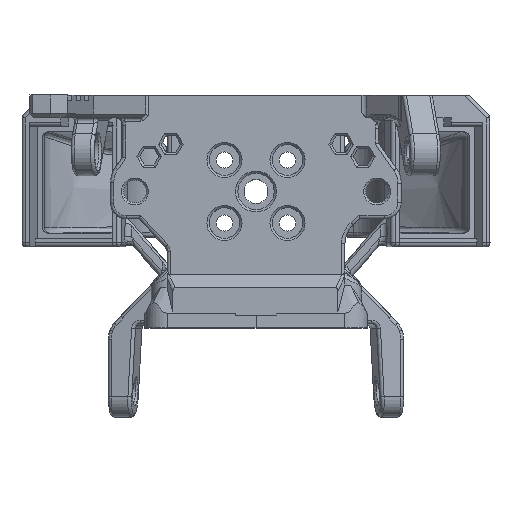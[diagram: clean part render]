
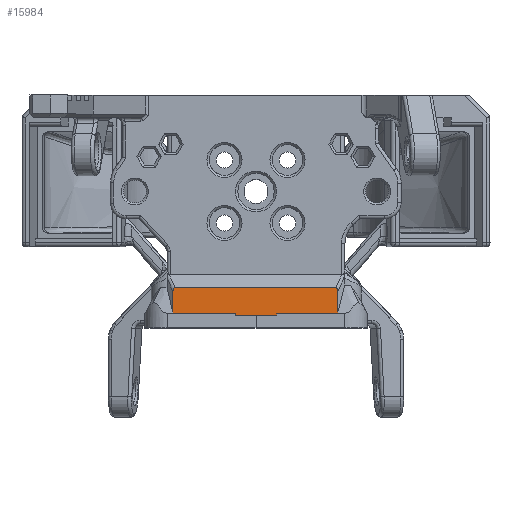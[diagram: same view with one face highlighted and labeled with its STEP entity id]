
A CAD part, top view. The second image highlights one B-rep face of the part: STEP entity #15984.
In plain terms, the highlighted planar face has unit normal (0, 0, 1).
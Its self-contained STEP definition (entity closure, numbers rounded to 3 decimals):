
#182=ELLIPSE('',#17009,1.919,0.746);
#184=ELLIPSE('',#17013,1.92,0.746);
#1071=FACE_OUTER_BOUND('',#2036,.T.);
#2036=EDGE_LOOP('',(#10941,#10942,#10943,#10944,#10945,#10946,#10947,#10948,
#10949,#10950));
#3034=B_SPLINE_CURVE_WITH_KNOTS('',3,(#25549,#25550,#25551,#25552),
 .UNSPECIFIED.,.F.,.F.,(4,4),(-1.184,-0.064),
 .UNSPECIFIED.);
#3035=B_SPLINE_CURVE_WITH_KNOTS('',3,(#25559,#25560,#25561,#25562),
 .UNSPECIFIED.,.F.,.F.,(4,4),(-1.097,0.),.UNSPECIFIED.);
#4238=LINE('',#25417,#5376);
#4245=LINE('',#25540,#5383);
#4248=LINE('',#25547,#5386);
#4249=LINE('',#25554,#5387);
#4250=LINE('',#25556,#5388);
#4251=LINE('',#25558,#5389);
#5376=VECTOR('',#18871,10.);
#5383=VECTOR('',#18888,10.);
#5386=VECTOR('',#18895,10.);
#5387=VECTOR('',#18896,10.);
#5388=VECTOR('',#18897,10.);
#5389=VECTOR('',#18898,10.);
#6600=VERTEX_POINT('',#25234);
#6610=VERTEX_POINT('',#25414);
#6611=VERTEX_POINT('',#25416);
#6617=VERTEX_POINT('',#25533);
#6618=VERTEX_POINT('',#25535);
#6619=VERTEX_POINT('',#25539);
#6622=VERTEX_POINT('',#25548);
#6623=VERTEX_POINT('',#25553);
#6624=VERTEX_POINT('',#25555);
#6625=VERTEX_POINT('',#25557);
#8267=EDGE_CURVE('',#6610,#6611,#4238,.T.);
#8276=EDGE_CURVE('',#6617,#6618,#182,.T.);
#8278=EDGE_CURVE('',#6619,#6618,#4245,.F.);
#8282=EDGE_CURVE('',#6600,#6617,#4248,.T.);
#8283=EDGE_CURVE('',#6622,#6600,#3034,.T.);
#8284=EDGE_CURVE('',#6623,#6622,#4249,.T.);
#8285=EDGE_CURVE('',#6623,#6624,#4250,.F.);
#8286=EDGE_CURVE('',#6625,#6624,#4251,.T.);
#8287=EDGE_CURVE('',#6611,#6625,#3035,.T.);
#8288=EDGE_CURVE('',#6619,#6610,#184,.T.);
#10941=ORIENTED_EDGE('',*,*,#8276,.F.);
#10942=ORIENTED_EDGE('',*,*,#8282,.F.);
#10943=ORIENTED_EDGE('',*,*,#8283,.F.);
#10944=ORIENTED_EDGE('',*,*,#8284,.F.);
#10945=ORIENTED_EDGE('',*,*,#8285,.T.);
#10946=ORIENTED_EDGE('',*,*,#8286,.F.);
#10947=ORIENTED_EDGE('',*,*,#8287,.F.);
#10948=ORIENTED_EDGE('',*,*,#8267,.F.);
#10949=ORIENTED_EDGE('',*,*,#8288,.F.);
#10950=ORIENTED_EDGE('',*,*,#8278,.T.);
#15628=PLANE('',#17012);
#15984=ADVANCED_FACE('',(#1071),#15628,.F.);
#17009=AXIS2_PLACEMENT_3D('',#25536,#18883,#18884);
#17012=AXIS2_PLACEMENT_3D('',#25546,#18893,#18894);
#17013=AXIS2_PLACEMENT_3D('',#25563,#18899,#18900);
#18871=DIRECTION('',(0.,-1.,0.));
#18883=DIRECTION('center_axis',(0.,0.,
-1.));
#18884=DIRECTION('ref_axis',(-0.422,0.907,0.));
#18888=DIRECTION('',(1.,0.,0.));
#18893=DIRECTION('center_axis',(0.,0.,
-1.));
#18894=DIRECTION('ref_axis',(-1.,0.,0.));
#18895=DIRECTION('',(0.,1.,0.));
#18896=DIRECTION('',(0.,1.,0.));
#18897=DIRECTION('',(-1.,-0.004,0.));
#18898=DIRECTION('',(0.,-1.,0.));
#18899=DIRECTION('center_axis',(0.,0.,
-1.));
#18900=DIRECTION('ref_axis',(0.422,0.907,0.));
#25234=CARTESIAN_POINT('',(-14.871,-39.066,-1.502));
#25414=CARTESIAN_POINT('',(14.71,-35.159,-1.502));
#25416=CARTESIAN_POINT('',(14.71,-39.067,-1.502));
#25417=CARTESIAN_POINT('',(14.71,-28.319,-1.502));
#25533=CARTESIAN_POINT('',(-14.871,-35.158,-1.502));
#25535=CARTESIAN_POINT('',(-14.492,-34.524,-1.502));
#25536=CARTESIAN_POINT('Origin',(-13.816,-36.292,-1.502));
#25539=CARTESIAN_POINT('',(14.331,-34.524,-1.502));
#25540=CARTESIAN_POINT('',(7.735,-34.524,-1.502));
#25546=CARTESIAN_POINT('Origin',(0.07,-27.896,-1.502));
#25547=CARTESIAN_POINT('',(-14.871,-28.319,-1.502));
#25548=CARTESIAN_POINT('',(-3.673,-39.093,-1.502));
#25549=CARTESIAN_POINT('Ctrl Pts',(-3.673,-39.093,
-1.502));
#25550=CARTESIAN_POINT('Ctrl Pts',(-7.406,-39.084,
-1.502));
#25551=CARTESIAN_POINT('Ctrl Pts',(-11.138,-39.075,
-1.502));
#25552=CARTESIAN_POINT('Ctrl Pts',(-14.871,-39.066,-1.502));
#25553=CARTESIAN_POINT('',(-3.673,-39.464,-1.502));
#25554=CARTESIAN_POINT('',(-3.673,-33.849,-1.502));
#25555=CARTESIAN_POINT('',(3.744,-39.438,-1.502));
#25556=CARTESIAN_POINT('',(6.477,-39.428,-1.502));
#25557=CARTESIAN_POINT('',(3.744,-39.093,-1.502));
#25558=CARTESIAN_POINT('',(3.744,-33.849,-1.502));
#25559=CARTESIAN_POINT('Ctrl Pts',(14.71,-39.067,-1.502));
#25560=CARTESIAN_POINT('Ctrl Pts',(11.054,-39.076,-1.502));
#25561=CARTESIAN_POINT('Ctrl Pts',(7.399,-39.084,-1.502));
#25562=CARTESIAN_POINT('Ctrl Pts',(3.744,-39.093,-1.502));
#25563=CARTESIAN_POINT('Origin',(13.654,-36.293,-1.502));
